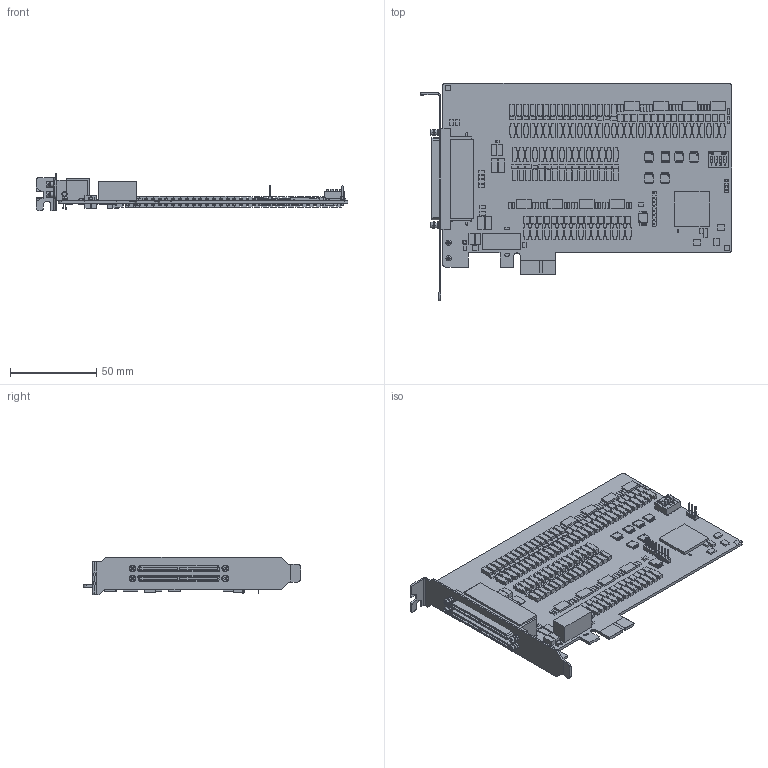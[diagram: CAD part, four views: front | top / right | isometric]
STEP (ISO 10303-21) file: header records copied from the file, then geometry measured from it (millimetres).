
FILE_DESCRIPTION (( 'STEP AP214' ), '1' );
FILE_NAME ('PCIE-1758DIO.STEP', '2025-05-26T06:05:36', ( '' ), ( '' ), 'SwSTEP 2.0', 'SolidWorks 2024', '' );
FILE_SCHEMA (( 'AUTOMOTIVE_DESIGN' ));
Length unit declared in the file: millimetre
Products named in the file (1): PCIE-1758DIO
Bounding box: 180.54 x 126.22 x 21.6 mm (x, y, z)
Volume: 60257.9 mm3; surface area: 79925.8 mm2
Topology: 471 solids, 471 shells, 8512 faces, 21468 edges, 14328 vertices
Faces by surface type: plane 7275, cylinder 1203, cone 16, bspline 10, torus 8
Entity records: 258259 total; most frequent: CARTESIAN_POINT 45427, ORIENTED_EDGE 42920, DIRECTION 40824, EDGE_CURVE 21460, LINE 18830, VECTOR 18830, VERTEX_POINT 14328, AXIS2_PLACEMENT_3D 10997
